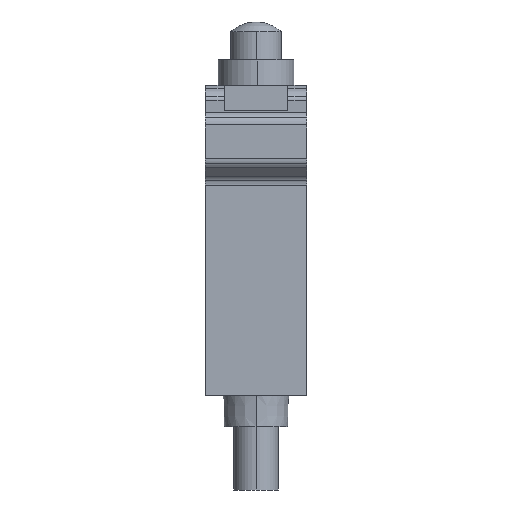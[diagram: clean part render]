
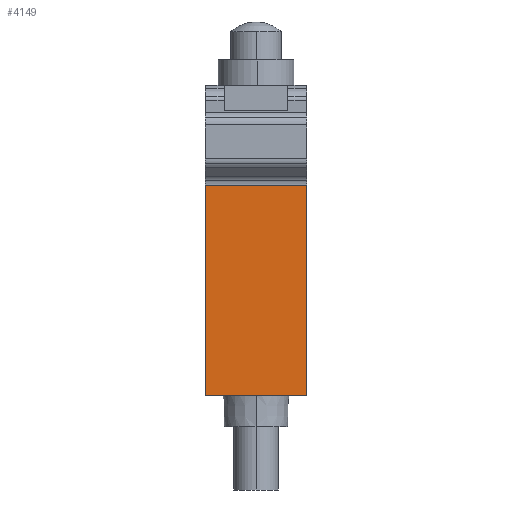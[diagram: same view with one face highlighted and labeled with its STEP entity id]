
A CAD part, left-side view. The second image highlights one B-rep face of the part: STEP entity #4149.
In plain terms, the highlighted planar face has unit normal (-1, 0, 0).
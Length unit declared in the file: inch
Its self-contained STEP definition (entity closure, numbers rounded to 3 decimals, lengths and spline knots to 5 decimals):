
#201 = DIRECTION ( 'NONE',  ( -1., 0., 0. ) ) ;
#441 = ORIENTED_EDGE ( 'NONE', *, *, #4563, .F. ) ;
#604 = VECTOR ( 'NONE', #2963, 39.37008 ) ;
#815 = VECTOR ( 'NONE', #1219, 39.37008 ) ;
#1054 = DIRECTION ( 'NONE',  ( 0., 0., 1. ) ) ;
#1129 = CARTESIAN_POINT ( 'NONE',  ( -0.59055, 0., -1.5748 ) ) ;
#1219 = DIRECTION ( 'NONE',  ( 0., -1., 0. ) ) ;
#1328 = VERTEX_POINT ( 'NONE', #2289 ) ;
#1756 = FACE_OUTER_BOUND ( 'NONE', #2172, .T. ) ;
#1801 = CARTESIAN_POINT ( 'NONE',  ( -0.59055, 0., -1.5748 ) ) ;
#1835 = ORIENTED_EDGE ( 'NONE', *, *, #2465, .T. ) ;
#1869 = CARTESIAN_POINT ( 'NONE',  ( -0.59055, 0., -0.26687 ) ) ;
#2025 = CARTESIAN_POINT ( 'NONE',  ( -0.59055, -0.62992, -1.5748 ) ) ;
#2172 = EDGE_LOOP ( 'NONE', ( #441, #1835, #2811, #4517 ) ) ;
#2220 = VERTEX_POINT ( 'NONE', #1869 ) ;
#2289 = CARTESIAN_POINT ( 'NONE',  ( -0.59055, -0.62992, -0.26687 ) ) ;
#2465 = EDGE_CURVE ( 'NONE', #2220, #3580, #3040, .T. ) ;
#2486 = LINE ( 'NONE', #1801, #815 ) ;
#2493 = AXIS2_PLACEMENT_3D ( 'NONE', #2988, #201, #4085 ) ;
#2770 = EDGE_CURVE ( 'NONE', #3084, #1328, #3365, .T. ) ;
#2811 = ORIENTED_EDGE ( 'NONE', *, *, #3611, .T. ) ;
#2860 = CARTESIAN_POINT ( 'NONE',  ( -0.59055, 0., -0.26687 ) ) ;
#2879 = CARTESIAN_POINT ( 'NONE',  ( -0.59055, 0., -0.26687 ) ) ;
#2963 = DIRECTION ( 'NONE',  ( 0., -1., 0. ) ) ;
#2988 = CARTESIAN_POINT ( 'NONE',  ( -0.59055, 0., -1.5748 ) ) ;
#3040 = LINE ( 'NONE', #2860, #4421 ) ;
#3084 = VERTEX_POINT ( 'NONE', #3619 ) ;
#3228 = DIRECTION ( 'NONE',  ( 0., 0., -1. ) ) ;
#3365 = LINE ( 'NONE', #2025, #3640 ) ;
#3417 = LINE ( 'NONE', #2879, #604 ) ;
#3580 = VERTEX_POINT ( 'NONE', #1129 ) ;
#3611 = EDGE_CURVE ( 'NONE', #3580, #3084, #2486, .T. ) ;
#3619 = CARTESIAN_POINT ( 'NONE',  ( -0.59055, -0.62992, -1.5748 ) ) ;
#3640 = VECTOR ( 'NONE', #1054, 39.37008 ) ;
#3741 = PLANE ( 'NONE',  #2493 ) ;
#4085 = DIRECTION ( 'NONE',  ( 0., 0., 1. ) ) ;
#4149 = ADVANCED_FACE ( 'NONE', ( #1756 ), #3741, .T. ) ;
#4421 = VECTOR ( 'NONE', #3228, 39.37008 ) ;
#4517 = ORIENTED_EDGE ( 'NONE', *, *, #2770, .T. ) ;
#4563 = EDGE_CURVE ( 'NONE', #2220, #1328, #3417, .T. ) ;
